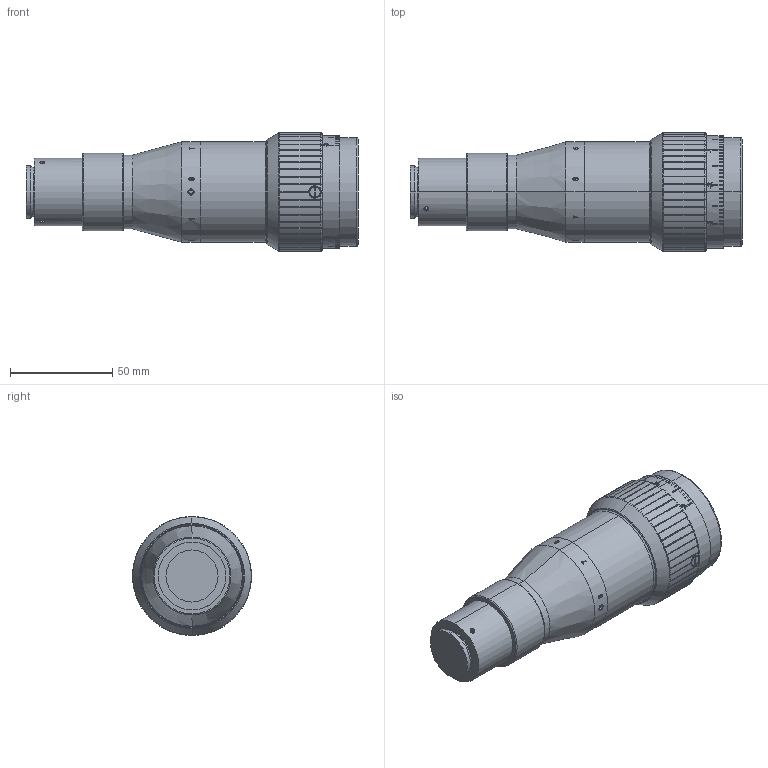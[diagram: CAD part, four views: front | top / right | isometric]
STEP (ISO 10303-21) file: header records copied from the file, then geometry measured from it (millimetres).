
FILE_DESCRIPTION (( 'STEP AP203' ), '1' );
FILE_NAME ('S6EXZ5075_075_03.STEP', '2014-06-18T07:37:26', ( 'poweredge' ), ( 'Hewlett-Packard Company' ), 'SwSTEP 2.0', 'SolidWorks 2014', '' );
FILE_SCHEMA (( 'CONFIG_CONTROL_DESIGN' ));
Length unit declared in the file: millimetre
Products named in the file (1): S6EXZ5075_075_03
Bounding box: 161.97 x 58 x 58 mm (x, y, z)
Volume: 166737.2 mm3; surface area: 66600.2 mm2
Topology: 7 solids, 24 shells, 1242 faces, 3155 edges, 2052 vertices
Faces by surface type: plane 561, cylinder 311, bspline 207, torus 84, cone 79
Entity records: 67311 total; most frequent: CARTESIAN_POINT 39149, ORIENTED_EDGE 6310, DIRECTION 5025, EDGE_CURVE 3155, VERTEX_POINT 2052, AXIS2_PLACEMENT_3D 1913, EDGE_LOOP 1375, ADVANCED_FACE 1242
